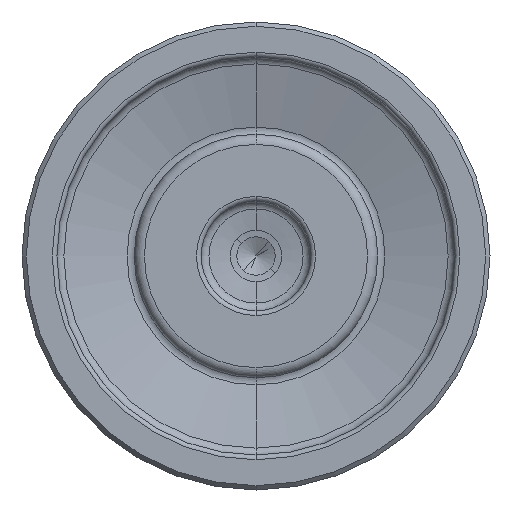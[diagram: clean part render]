
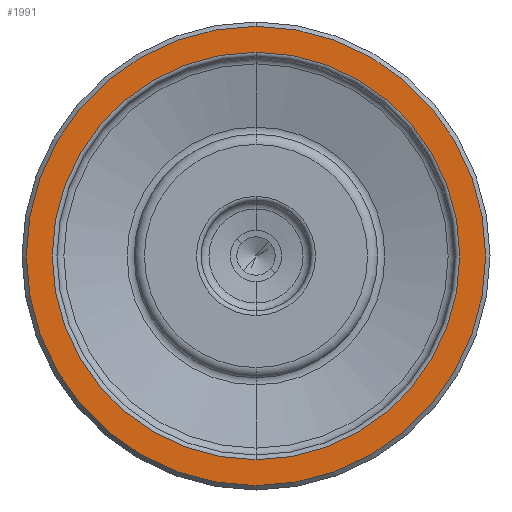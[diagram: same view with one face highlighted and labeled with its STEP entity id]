
A CAD part, front view. The second image highlights one B-rep face of the part: STEP entity #1991.
In plain terms, the highlighted planar face has unit normal (0, -1, 0).
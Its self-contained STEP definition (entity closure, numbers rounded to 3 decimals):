
#9 = ORIENTED_EDGE ( 'NONE', *, *, #1674, .T. ) ;
#21 = VERTEX_POINT ( 'NONE', #1642 ) ;
#72 = EDGE_LOOP ( 'NONE', ( #9, #1679 ) ) ;
#74 = DIRECTION ( 'NONE',  ( 0., -1., 0. ) ) ;
#108 = DIRECTION ( 'NONE',  ( 0., -1., 0. ) ) ;
#281 = CIRCLE ( 'NONE', #2482, 24.517 ) ;
#289 = ORIENTED_EDGE ( 'NONE', *, *, #2262, .T. ) ;
#315 = FACE_BOUND ( 'NONE', #2507, .T. ) ;
#383 = DIRECTION ( 'NONE',  ( 0., -1., 0. ) ) ;
#389 = CARTESIAN_POINT ( 'NONE',  ( 0., 0.706, 24.517 ) ) ;
#430 = EDGE_CURVE ( 'NONE', #21, #2219, #453, .T. ) ;
#453 = CIRCLE ( 'NONE', #1640, 21.75 ) ;
#594 = CARTESIAN_POINT ( 'NONE',  ( 0., 0.706, 0. ) ) ;
#692 = DIRECTION ( 'NONE',  ( 0., 1., 0. ) ) ;
#789 = DIRECTION ( 'NONE',  ( 0., 0., -1. ) ) ;
#900 = CARTESIAN_POINT ( 'NONE',  ( 21.25, 0.706, 0. ) ) ;
#1003 = EDGE_CURVE ( 'NONE', #1734, #2267, #1733, .T. ) ;
#1279 = CARTESIAN_POINT ( 'NONE',  ( 0., 0.706, 0. ) ) ;
#1305 = PLANE ( 'NONE',  #1398 ) ;
#1307 = CIRCLE ( 'NONE', #2121, 21.75 ) ;
#1366 = FACE_OUTER_BOUND ( 'NONE', #72, .T. ) ;
#1383 = CARTESIAN_POINT ( 'NONE',  ( 0., 0.706, -24.517 ) ) ;
#1398 = AXIS2_PLACEMENT_3D ( 'NONE', #900, #108, #1490 ) ;
#1457 = DIRECTION ( 'NONE',  ( 0., 0., -1. ) ) ;
#1490 = DIRECTION ( 'NONE',  ( 0., 0., -1. ) ) ;
#1503 = AXIS2_PLACEMENT_3D ( 'NONE', #1279, #74, #1457 ) ;
#1571 = CARTESIAN_POINT ( 'NONE',  ( 0., 0.706, 0. ) ) ;
#1640 = AXIS2_PLACEMENT_3D ( 'NONE', #1847, #692, #2050 ) ;
#1642 = CARTESIAN_POINT ( 'NONE',  ( 0., 0.706, -21.75 ) ) ;
#1674 = EDGE_CURVE ( 'NONE', #2267, #1734, #281, .T. ) ;
#1679 = ORIENTED_EDGE ( 'NONE', *, *, #1003, .T. ) ;
#1733 = CIRCLE ( 'NONE', #1503, 24.517 ) ;
#1734 = VERTEX_POINT ( 'NONE', #1383 ) ;
#1754 = CARTESIAN_POINT ( 'NONE',  ( 0., 0.706, 21.75 ) ) ;
#1766 = DIRECTION ( 'NONE',  ( 0., 0., -1. ) ) ;
#1847 = CARTESIAN_POINT ( 'NONE',  ( 0., 0.706, 0. ) ) ;
#1955 = DIRECTION ( 'NONE',  ( 0., 1., 0. ) ) ;
#1983 = ORIENTED_EDGE ( 'NONE', *, *, #430, .T. ) ;
#1991 = ADVANCED_FACE ( 'NONE', ( #1366, #315 ), #1305, .T. ) ;
#2050 = DIRECTION ( 'NONE',  ( 0., 0., -1. ) ) ;
#2121 = AXIS2_PLACEMENT_3D ( 'NONE', #594, #1955, #789 ) ;
#2219 = VERTEX_POINT ( 'NONE', #1754 ) ;
#2262 = EDGE_CURVE ( 'NONE', #2219, #21, #1307, .T. ) ;
#2267 = VERTEX_POINT ( 'NONE', #389 ) ;
#2482 = AXIS2_PLACEMENT_3D ( 'NONE', #1571, #383, #1766 ) ;
#2507 = EDGE_LOOP ( 'NONE', ( #1983, #289 ) ) ;
